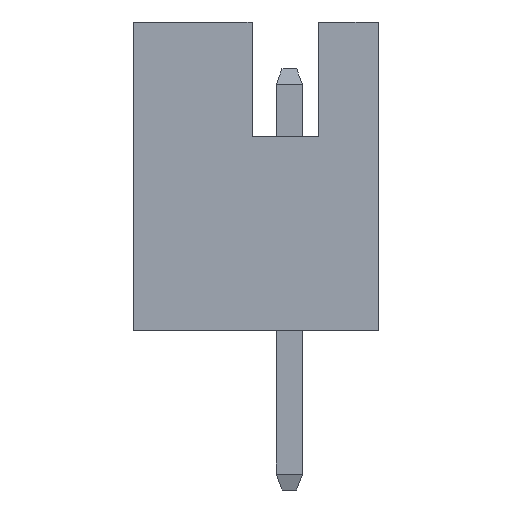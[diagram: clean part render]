
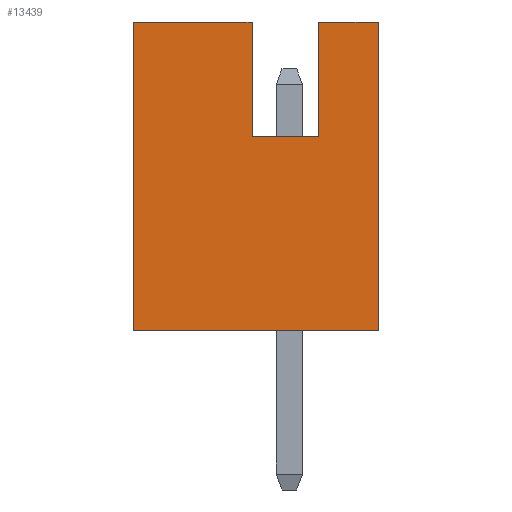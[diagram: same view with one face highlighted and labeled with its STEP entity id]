
A CAD part, left-side view. The second image highlights one B-rep face of the part: STEP entity #13439.
In plain terms, the highlighted planar face has unit normal (-1, 0, 0).
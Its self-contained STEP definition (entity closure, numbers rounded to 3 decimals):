
#811=ORIENTED_EDGE('',*,*,#3467,.T.);
#812=ORIENTED_EDGE('',*,*,#3468,.T.);
#813=ORIENTED_EDGE('',*,*,#3469,.T.);
#814=ORIENTED_EDGE('',*,*,#3308,.T.);
#815=ORIENTED_EDGE('',*,*,#3221,.F.);
#816=ORIENTED_EDGE('',*,*,#3136,.F.);
#817=ORIENTED_EDGE('',*,*,#3120,.T.);
#818=ORIENTED_EDGE('',*,*,#3470,.T.);
#3120=EDGE_CURVE('',#4502,#4501,#5364,.T.);
#3136=EDGE_CURVE('',#4502,#4514,#5380,.T.);
#3221=EDGE_CURVE('',#4514,#4595,#5465,.T.);
#3308=EDGE_CURVE('',#4620,#4595,#5552,.T.);
#3467=EDGE_CURVE('',#4779,#4780,#5711,.T.);
#3468=EDGE_CURVE('',#4780,#4781,#5712,.T.);
#3469=EDGE_CURVE('',#4781,#4620,#5713,.T.);
#3470=EDGE_CURVE('',#4501,#4779,#5714,.T.);
#4501=VERTEX_POINT('',#16744);
#4502=VERTEX_POINT('',#16746);
#4514=VERTEX_POINT('',#16777);
#4595=VERTEX_POINT('',#16947);
#4620=VERTEX_POINT('',#17007);
#4779=VERTEX_POINT('',#17424);
#4780=VERTEX_POINT('',#17425);
#4781=VERTEX_POINT('',#17427);
#5364=LINE('',#16745,#6482);
#5380=LINE('',#16776,#6498);
#5465=LINE('',#16946,#6583);
#5552=LINE('',#17118,#6670);
#5711=LINE('',#17423,#6829);
#5712=LINE('',#17426,#6830);
#5713=LINE('',#17428,#6831);
#5714=LINE('',#17429,#6832);
#6482=VECTOR('',#14542,1000.);
#6498=VECTOR('',#14564,1000.);
#6583=VECTOR('',#14657,1000.);
#6670=VECTOR('',#14754,1000.);
#6829=VECTOR('',#14997,1000.);
#6830=VECTOR('',#14998,1000.);
#6831=VECTOR('',#14999,1000.);
#6832=VECTOR('',#15000,1000.);
#7645=EDGE_LOOP('',(#811,#812,#813,#814,#815,#816,#817,#818));
#8253=FACE_BOUND('',#7645,.T.);
#8861=PLANE('',#14041);
#13439=ADVANCED_FACE('',(#8253),#8861,.T.);
#14041=AXIS2_PLACEMENT_3D('',#17422,#14995,#14996);
#14542=DIRECTION('',(0.,1.,0.));
#14564=DIRECTION('',(0.,0.,-1.));
#14657=DIRECTION('',(0.,1.,0.));
#14754=DIRECTION('',(0.,0.,-1.));
#14995=DIRECTION('',(-1.,0.,0.));
#14996=DIRECTION('',(0.,0.,1.));
#14997=DIRECTION('',(0.,1.,0.));
#14998=DIRECTION('',(0.,0.,1.));
#14999=DIRECTION('',(0.,1.,0.));
#15000=DIRECTION('',(0.,0.,-1.));
#16744=CARTESIAN_POINT('',(-15.93,-0.557,5.893));
#16745=CARTESIAN_POINT('',(-15.93,-1.7,5.893));
#16746=CARTESIAN_POINT('',(-15.93,-1.7,5.893));
#16776=CARTESIAN_POINT('',(-15.93,-1.7,1.88));
#16777=CARTESIAN_POINT('',(-15.93,-1.7,0.));
#16946=CARTESIAN_POINT('',(-15.93,-1.7,0.));
#16947=CARTESIAN_POINT('',(-15.93,2.974,0.));
#17007=CARTESIAN_POINT('',(-15.93,2.974,5.893));
#17118=CARTESIAN_POINT('',(-15.93,2.974,1.88));
#17422=CARTESIAN_POINT('',(-15.93,-1.7,1.88));
#17423=CARTESIAN_POINT('',(-15.93,-0.557,3.708));
#17424=CARTESIAN_POINT('',(-15.93,-0.557,3.708));
#17425=CARTESIAN_POINT('',(-15.93,0.713,3.708));
#17426=CARTESIAN_POINT('',(-15.93,0.713,3.708));
#17427=CARTESIAN_POINT('',(-15.93,0.713,5.893));
#17428=CARTESIAN_POINT('',(-15.93,-1.7,5.893));
#17429=CARTESIAN_POINT('',(-15.93,-0.557,5.893));
